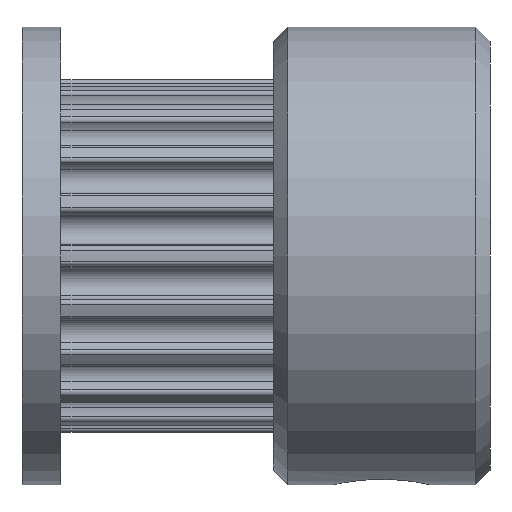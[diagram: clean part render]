
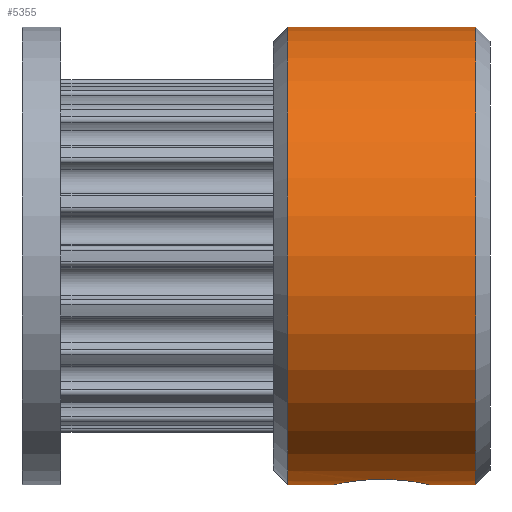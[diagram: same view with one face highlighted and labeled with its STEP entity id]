
A CAD part, left-side view. The second image highlights one B-rep face of the part: STEP entity #5355.
In plain terms, the highlighted cylindrical face has radius 7.925 mm (diameter 15.85 mm), a partial arc.
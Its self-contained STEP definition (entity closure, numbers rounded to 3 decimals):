
#102 = CARTESIAN_POINT ( 'NONE',  ( -1.613, -6.881, -7.759 ) ) ;
#114 = VECTOR ( 'NONE', #1580, 1000. ) ;
#200 = CARTESIAN_POINT ( 'NONE',  ( -1.689, -7.207, -7.743 ) ) ;
#255 = VECTOR ( 'NONE', #5655, 1000. ) ;
#256 = DIRECTION ( 'NONE',  ( 0., 0., 1. ) ) ;
#308 = CARTESIAN_POINT ( 'NONE',  ( -1.28, -8.554, -7.821 ) ) ;
#321 = CIRCLE ( 'NONE', #3359, 7.925 ) ;
#340 = CARTESIAN_POINT ( 'NONE',  ( -1.123, -8.711, -7.845 ) ) ;
#465 = CARTESIAN_POINT ( 'NONE',  ( 0., -10.68, -7.925 ) ) ;
#684 = CARTESIAN_POINT ( 'NONE',  ( -0.754, -8.958, -7.89 ) ) ;
#697 = CARTESIAN_POINT ( 'NONE',  ( 0., -11.18, 0. ) ) ;
#744 = CARTESIAN_POINT ( 'NONE',  ( 0., -11.18, 7.925 ) ) ;
#823 = EDGE_CURVE ( 'NONE', #4091, #4554, #4259, .T. ) ;
#886 = EDGE_CURVE ( 'NONE', #4554, #3824, #2447, .T. ) ;
#891 = VERTEX_POINT ( 'NONE', #2496 ) ;
#1059 = B_SPLINE_CURVE_WITH_KNOTS ( 'NONE', 3,
 ( #4142, #4935, #200, #1472, #102, #3684, #3620, #3221, #5393, #1957, #3653, #5003, #1443, #3712 ),
 .UNSPECIFIED., .F., .F.,
 ( 4, 2, 2, 2, 2, 2, 4 ),
 ( 0.008, 0.008, 0.009, 0.009, 0.01, 0.01, 0.011 ),
 .UNSPECIFIED. ) ;
#1086 = EDGE_CURVE ( 'NONE', #1739, #891, #3041, .T. ) ;
#1099 = CARTESIAN_POINT ( 'NONE',  ( -0.447, -9.085, -7.915 ) ) ;
#1113 = FACE_OUTER_BOUND ( 'NONE', #3606, .T. ) ;
#1127 = DIRECTION ( 'NONE',  ( 0., 1., 0. ) ) ;
#1149 = CARTESIAN_POINT ( 'NONE',  ( -0.853, -8.905, -7.88 ) ) ;
#1302 = VERTEX_POINT ( 'NONE', #5404 ) ;
#1349 = DIRECTION ( 'NONE',  ( 0., 1., 0. ) ) ;
#1443 = CARTESIAN_POINT ( 'NONE',  ( -0.113, -5.73, -7.925 ) ) ;
#1472 = CARTESIAN_POINT ( 'NONE',  ( -1.646, -6.989, -7.752 ) ) ;
#1580 = DIRECTION ( 'NONE',  ( 0., 1., 0. ) ) ;
#1739 = VERTEX_POINT ( 'NONE', #1899 ) ;
#1899 = CARTESIAN_POINT ( 'NONE',  ( 0., -5.73, -7.925 ) ) ;
#1957 = CARTESIAN_POINT ( 'NONE',  ( -0.551, -5.818, -7.906 ) ) ;
#1995 = CYLINDRICAL_SURFACE ( 'NONE', #4644, 7.925 ) ;
#2183 = ORIENTED_EDGE ( 'NONE', *, *, #3073, .F. ) ;
#2276 = CARTESIAN_POINT ( 'NONE',  ( 0., -4.18, 0. ) ) ;
#2428 = DIRECTION ( 'NONE',  ( 0., 0., 1. ) ) ;
#2444 = CARTESIAN_POINT ( 'NONE',  ( -1.038, -8.781, -7.857 ) ) ;
#2447 = LINE ( 'NONE', #744, #114 ) ;
#2496 = CARTESIAN_POINT ( 'NONE',  ( 0., -4.18, -7.925 ) ) ;
#2524 = CARTESIAN_POINT ( 'NONE',  ( -0.222, -9.13, -7.925 ) ) ;
#2529 = CARTESIAN_POINT ( 'NONE',  ( 0., -10.68, 0. ) ) ;
#2606 = CARTESIAN_POINT ( 'NONE',  ( 0., -11.18, -7.925 ) ) ;
#2843 = EDGE_CURVE ( 'NONE', #4025, #1739, #1059, .T. ) ;
#2904 = CARTESIAN_POINT ( 'NONE',  ( -1.352, -8.467, -7.809 ) ) ;
#2929 = EDGE_CURVE ( 'NONE', #1302, #4025, #4907, .T. ) ;
#3017 = CARTESIAN_POINT ( 'NONE',  ( 0., -4.18, 7.925 ) ) ;
#3041 = LINE ( 'NONE', #2606, #255 ) ;
#3073 = EDGE_CURVE ( 'NONE', #4091, #1302, #3902, .T. ) ;
#3106 = ORIENTED_EDGE ( 'NONE', *, *, #5668, .T. ) ;
#3221 = CARTESIAN_POINT ( 'NONE',  ( -1.047, -6.072, -7.857 ) ) ;
#3322 = DIRECTION ( 'NONE',  ( 0., 1., 0. ) ) ;
#3359 = AXIS2_PLACEMENT_3D ( 'NONE', #2276, #4909, #3970 ) ;
#3371 = ORIENTED_EDGE ( 'NONE', *, *, #886, .T. ) ;
#3388 = CARTESIAN_POINT ( 'NONE',  ( -1.7, -7.654, -7.741 ) ) ;
#3416 = CARTESIAN_POINT ( 'NONE',  ( 0., -11.18, -7.925 ) ) ;
#3606 = EDGE_LOOP ( 'NONE', ( #2183, #5650, #3371, #3106, #4066, #3892, #4718 ) ) ;
#3620 = CARTESIAN_POINT ( 'NONE',  ( -1.359, -6.385, -7.809 ) ) ;
#3653 = CARTESIAN_POINT ( 'NONE',  ( -0.443, -5.785, -7.913 ) ) ;
#3684 = CARTESIAN_POINT ( 'NONE',  ( -1.485, -6.573, -7.785 ) ) ;
#3712 = CARTESIAN_POINT ( 'NONE',  ( 0., -5.73, -7.925 ) ) ;
#3788 = CARTESIAN_POINT ( 'NONE',  ( -1.527, -8.185, -7.777 ) ) ;
#3824 = VERTEX_POINT ( 'NONE', #3017 ) ;
#3892 = ORIENTED_EDGE ( 'NONE', *, *, #2843, .F. ) ;
#3902 = LINE ( 'NONE', #3416, #5504 ) ;
#3970 = DIRECTION ( 'NONE',  ( 0., 0., 1. ) ) ;
#4025 = VERTEX_POINT ( 'NONE', #4504 ) ;
#4066 = ORIENTED_EDGE ( 'NONE', *, *, #1086, .F. ) ;
#4091 = VERTEX_POINT ( 'NONE', #465 ) ;
#4142 = CARTESIAN_POINT ( 'NONE',  ( -1.7, -7.43, -7.741 ) ) ;
#4198 = CARTESIAN_POINT ( 'NONE',  ( -1.475, -8.283, -7.787 ) ) ;
#4250 = CARTESIAN_POINT ( 'NONE',  ( -1.656, -7.876, -7.751 ) ) ;
#4259 = CIRCLE ( 'NONE', #4632, 7.925 ) ;
#4504 = CARTESIAN_POINT ( 'NONE',  ( -1.7, -7.43, -7.741 ) ) ;
#4554 = VERTEX_POINT ( 'NONE', #5452 ) ;
#4611 = CARTESIAN_POINT ( 'NONE',  ( -1.7, -7.43, -7.741 ) ) ;
#4632 = AXIS2_PLACEMENT_3D ( 'NONE', #2529, #1127, #256 ) ;
#4644 = AXIS2_PLACEMENT_3D ( 'NONE', #697, #3322, #2428 ) ;
#4718 = ORIENTED_EDGE ( 'NONE', *, *, #2929, .F. ) ;
#4907 = B_SPLINE_CURVE_WITH_KNOTS ( 'NONE', 3,
 ( #5511, #2524, #1099, #684, #1149, #2444, #340, #308, #2904, #4198, #3788, #4250, #3388, #4611 ),
 .UNSPECIFIED., .F., .F.,
 ( 4, 2, 2, 2, 2, 2, 4 ),
 ( 0.005, 0.006, 0.006, 0.007, 0.007, 0.007, 0.008 ),
 .UNSPECIFIED. ) ;
#4909 = DIRECTION ( 'NONE',  ( 0., -1., 0. ) ) ;
#4935 = CARTESIAN_POINT ( 'NONE',  ( -1.7, -7.318, -7.741 ) ) ;
#5003 = CARTESIAN_POINT ( 'NONE',  ( -0.224, -5.741, -7.923 ) ) ;
#5355 = ADVANCED_FACE ( 'NONE', ( #1113 ), #1995, .T. ) ;
#5393 = CARTESIAN_POINT ( 'NONE',  ( -0.858, -5.946, -7.881 ) ) ;
#5404 = CARTESIAN_POINT ( 'NONE',  ( 0., -9.13, -7.925 ) ) ;
#5452 = CARTESIAN_POINT ( 'NONE',  ( 0., -10.68, 7.925 ) ) ;
#5504 = VECTOR ( 'NONE', #1349, 1000. ) ;
#5511 = CARTESIAN_POINT ( 'NONE',  ( 0., -9.13, -7.925 ) ) ;
#5650 = ORIENTED_EDGE ( 'NONE', *, *, #823, .T. ) ;
#5655 = DIRECTION ( 'NONE',  ( 0., 1., 0. ) ) ;
#5668 = EDGE_CURVE ( 'NONE', #3824, #891, #321, .T. ) ;
